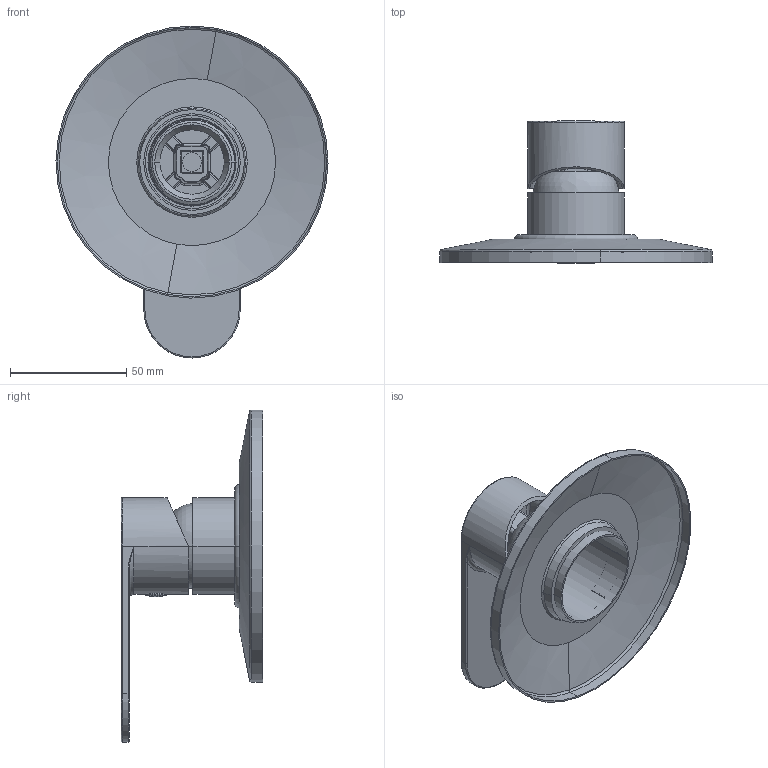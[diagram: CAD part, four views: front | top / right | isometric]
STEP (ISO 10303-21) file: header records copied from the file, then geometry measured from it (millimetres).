
FILE_DESCRIPTION((''),'2;1');
FILE_NAME('AUNO246E001','2023-05-08T14:33:35',('michelaferrini'),(''),'CREO PARAMETRIC BY PTC INC, 2022164','CREO PARAMETRIC BY PTC INC, 2022164','');
FILE_SCHEMA(('CONFIG_CONTROL_DESIGN'));
Length unit declared in the file: millimetre
Products named in the file (7): SINMAC0010_AF1; AUNO604C001_AF1; SGUMAC0023; SCCMAC0011; AUNO005C002; SPLMAC0004; AUNO246E001
Assembly tree (6 placements, depth 2):
  AUNO246E001
    SINMAC0010_AF1
    AUNO604C001_AF1
    SGUMAC0023
    SCCMAC0011
    AUNO005C002
    SPLMAC0004
Bounding box: 117 x 60.99 x 142.75 mm (x, y, z)
Volume: 35801.4 mm3; surface area: 54052.1 mm2
Topology: 6 solids, 7 shells, 326 faces, 790 edges, 483 vertices
Faces by surface type: cylinder 116, plane 88, bspline 62, cone 32, torus 26, sphere 2
Entity records: 13406 total; most frequent: CARTESIAN_POINT 5883, ORIENTED_EDGE 1570, DIRECTION 1530, EDGE_CURVE 788, AXIS2_PLACEMENT_3D 606, VERTEX_POINT 483, EDGE_LOOP 347, CIRCLE 327
